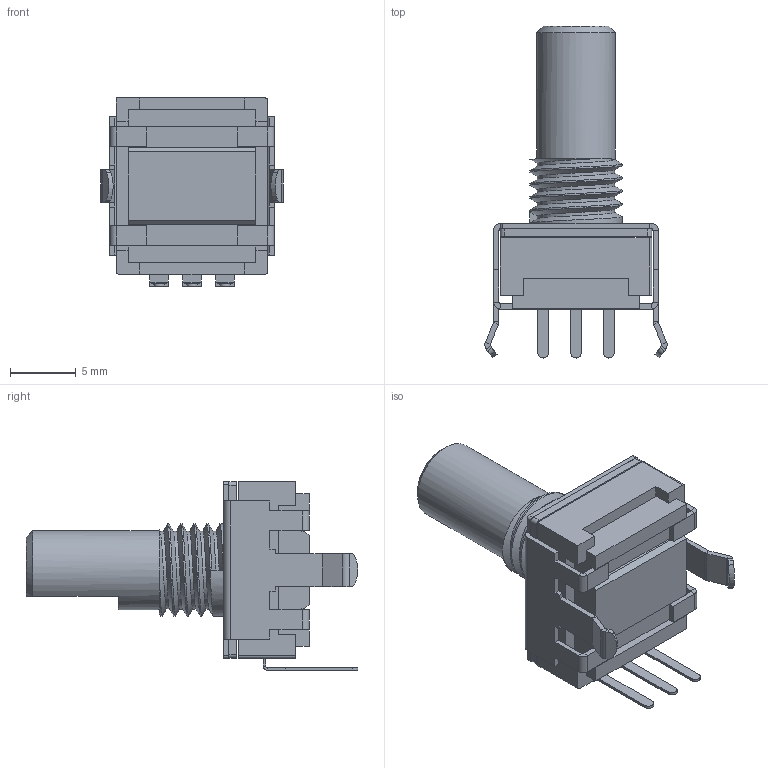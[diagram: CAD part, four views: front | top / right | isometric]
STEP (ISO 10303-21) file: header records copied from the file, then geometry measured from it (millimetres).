
FILE_DESCRIPTION(/* description */ (''),/* implementation_level */ '2;1');
FILE_NAME(/* name */ 'PEC11R-4215F-N0024--3DModel-STEP-56544 v1.step',/* time_stamp */ '2019-03-29T02:12:47+01:00',/* author */ ('patrik.marcacci'),/* organization */ (''),/* preprocessor_version */ 'ST-DEVELOPER v17.2',/* originating_system */ 'Autodesk Translation Framework v7.6.0.251',/* authorisation */ '');
FILE_SCHEMA (('AUTOMOTIVE_DESIGN { 1 0 10303 214 3 1 1 }'));
Length unit declared in the file: millimetre
Products named in the file (1): PEC11R-4215F-N0024--3DModel-STEP-56544
Bounding box: 13.85 x 25.2 x 14.3 mm (x, y, z)
Volume: 1362.1 mm3; surface area: 2090.3 mm2
Topology: 7 solids, 7 shells, 275 faces, 676 edges, 417 vertices
Faces by surface type: plane 210, cylinder 62, bspline 2, cone 1
Full cylindrical faces by diameter (mm): 5.917 x4, 6 x1, 7 x4
Entity records: 8716 total; most frequent: CARTESIAN_POINT 2190, ORIENTED_EDGE 1352, DIRECTION 1312, EDGE_CURVE 676, LINE 536, VECTOR 536, VERTEX_POINT 417, AXIS2_PLACEMENT_3D 388
